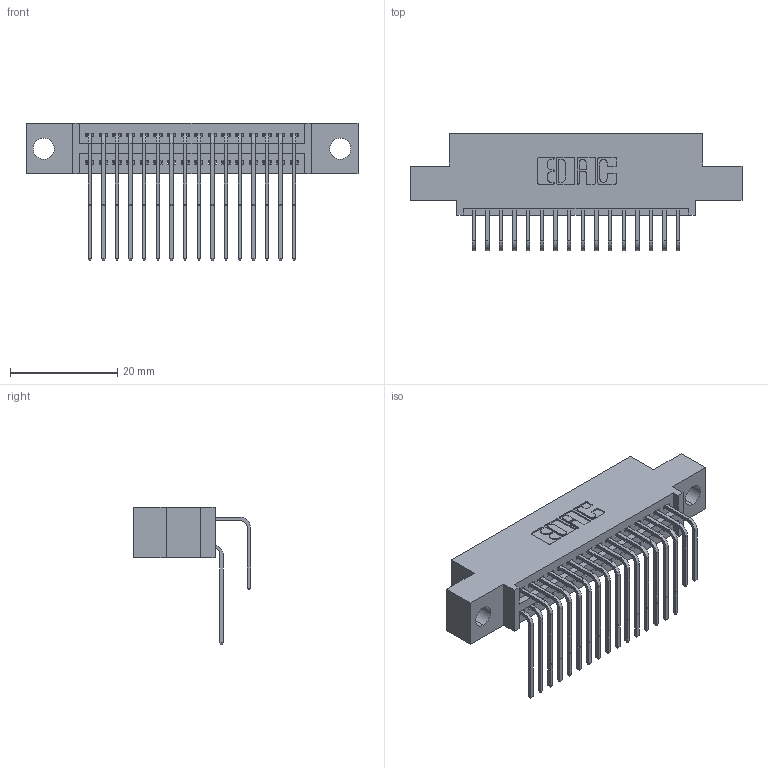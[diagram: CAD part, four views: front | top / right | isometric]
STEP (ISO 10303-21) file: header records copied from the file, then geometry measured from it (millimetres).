
FILE_DESCRIPTION (( 'STEP AP203' ), '1' );
FILE_NAME ('345-032-558-504.STEP', '2021-05-19T23:51:34', ( '' ), ( '' ), 'SwSTEP 2.0', 'SolidWorks 2020', '' );
FILE_SCHEMA (( 'CONFIG_CONTROL_DESIGN' ));
Length unit declared in the file: inch
Products named in the file (4): 345 Part_0.110 Offset - 0.156 Dia-TI; 345-032-558-504; 345-292-001_558 Tail - 2; 345-292-001_558 559 Tail - 1
Assembly tree (33 placements, depth 2):
  345-032-558-504
    345 Part_0.110 Offset - 0.156 Dia-TI
    345-292-001_558 559 Tail - 1  x16
    345-292-001_558 Tail - 2  x16
Bounding box: 61.85 x 21.83 x 25.53 mm (x, y, z)
Volume: 5772 mm3; surface area: 8840.9 mm2
Topology: 33 solids, 33 shells, 1808 faces, 5349 edges, 3522 vertices
Faces by surface type: plane 1218, cylinder 590
Entity records: 18257 total; most frequent: CARTESIAN_POINT 3137, ORIENTED_EDGE 3018, DIRECTION 2769, EDGE_CURVE 1509, LINE 1273, VECTOR 1273, VERTEX_POINT 1002, AXIS2_PLACEMENT_3D 748
